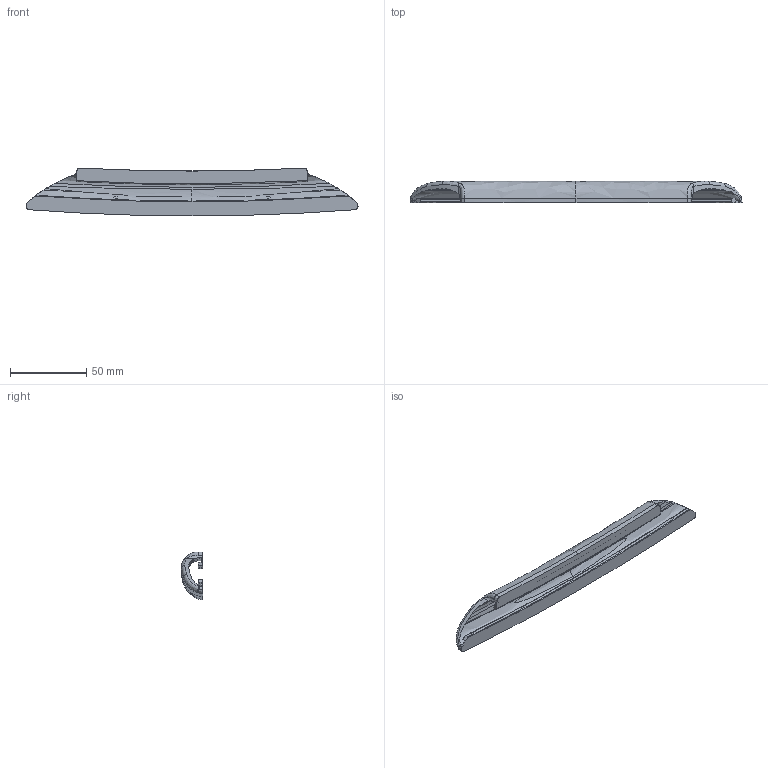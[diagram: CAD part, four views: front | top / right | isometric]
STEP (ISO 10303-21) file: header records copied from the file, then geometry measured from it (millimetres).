
FILE_DESCRIPTION (( 'STEP AP214' ), '1' );
FILE_NAME ('C00023_HOUSING_A_HANDLE_V1_1.STEP', '2017-03-15T22:10:07', ( '' ), ( '' ), 'SwSTEP 2.0', 'SolidWorks 2013', '' );
FILE_SCHEMA (( 'AUTOMOTIVE_DESIGN' ));
Length unit declared in the file: millimetre
Products named in the file (1): C00023_HOUSING_A_HANDLE_V1_1
Bounding box: 217.59 x 14.07 x 31.45 mm (x, y, z)
Volume: 36109.3 mm3; surface area: 21113 mm2
Topology: 1 solids, 1 shells, 76 faces, 209 edges, 134 vertices
Faces by surface type: bspline 40, cylinder 18, plane 12, cone 6
Entity records: 5854 total; most frequent: CARTESIAN_POINT 3472, ORIENTED_EDGE 416, EDGE_CURVE 208, DIRECTION 170, B_SPLINE_CURVE_WITH_KNOTS 135, VERTEX_POINT 134, UNCERTAINTY_MEASURE_WITH_UNIT 79, STYLED_ITEM 78
